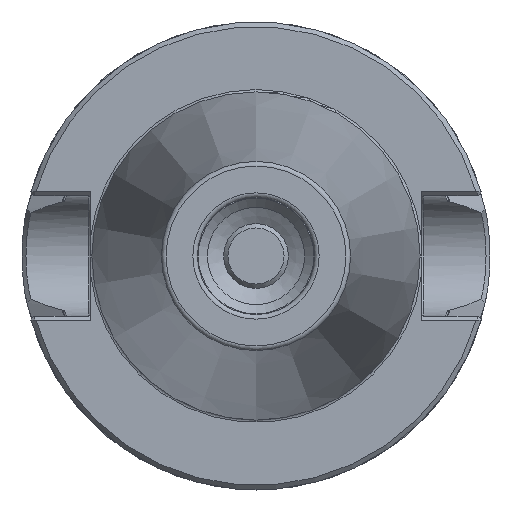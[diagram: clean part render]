
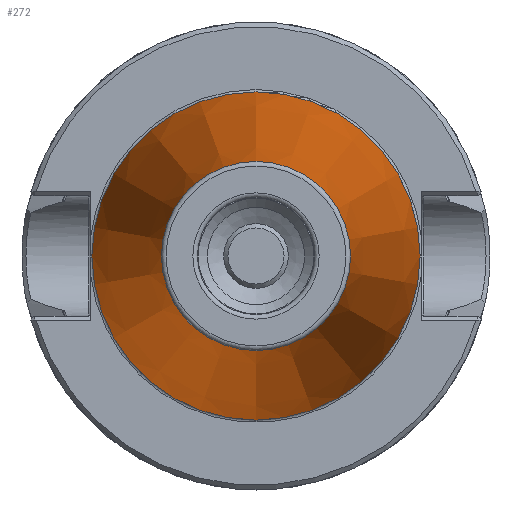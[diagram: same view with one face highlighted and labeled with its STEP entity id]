
A CAD part, left-side view. The second image highlights one B-rep face of the part: STEP entity #272.
In plain terms, the highlighted conical face has half-angle 8.297 degrees and reference radius 20.204 mm.
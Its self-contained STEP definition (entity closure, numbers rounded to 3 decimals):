
#272 = ADVANCED_FACE( '', ( #728, #729 ), #730, .T. );
#728 = FACE_OUTER_BOUND( '', #1399, .T. );
#729 = FACE_BOUND( '', #1400, .T. );
#730 = CONICAL_SURFACE( '', #1401, 20.204, 0.145 );
#1399 = EDGE_LOOP( '', ( #2293 ) );
#1400 = EDGE_LOOP( '', ( #2294 ) );
#1401 = AXIS2_PLACEMENT_3D( '', #2295, #2296, #2297 );
#2293 = ORIENTED_EDGE( '', *, *, #3973, .T. );
#2294 = ORIENTED_EDGE( '', *, *, #3974, .F. );
#2295 = CARTESIAN_POINT( '', ( -100.944, 0., 0. ) );
#2296 = DIRECTION( '', ( 1., 0., 0. ) );
#2297 = DIRECTION( '', ( 0., 0., -1. ) );
#3973 = EDGE_CURVE( '', #4714, #4714, #4715, .T. );
#3974 = EDGE_CURVE( '', #4716, #4716, #4717, .T. );
#4714 = VERTEX_POINT( '', #5793 );
#4715 = CIRCLE( '', #5794, 35.065 );
#4716 = VERTEX_POINT( '', #5795 );
#4717 = CIRCLE( '', #5796, 20.204 );
#5793 = CARTESIAN_POINT( '', ( 0.963, 0., 35.065 ) );
#5794 = AXIS2_PLACEMENT_3D( '', #7575, #7576, #7577 );
#5795 = CARTESIAN_POINT( '', ( -100.944, 0., 20.204 ) );
#5796 = AXIS2_PLACEMENT_3D( '', #7578, #7579, #7580 );
#7575 = CARTESIAN_POINT( '', ( 0.963, 0., 0. ) );
#7576 = DIRECTION( '', ( -1., 0., 0. ) );
#7577 = DIRECTION( '', ( 0., 0., 1. ) );
#7578 = CARTESIAN_POINT( '', ( -100.944, 0., 0. ) );
#7579 = DIRECTION( '', ( -1., 0., 0. ) );
#7580 = DIRECTION( '', ( 0., 0., 1. ) );
